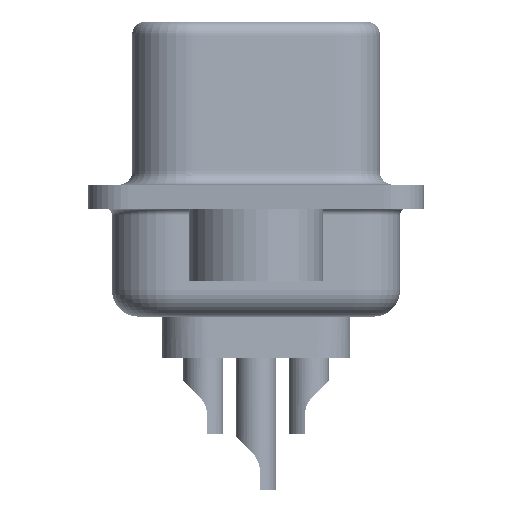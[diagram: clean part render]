
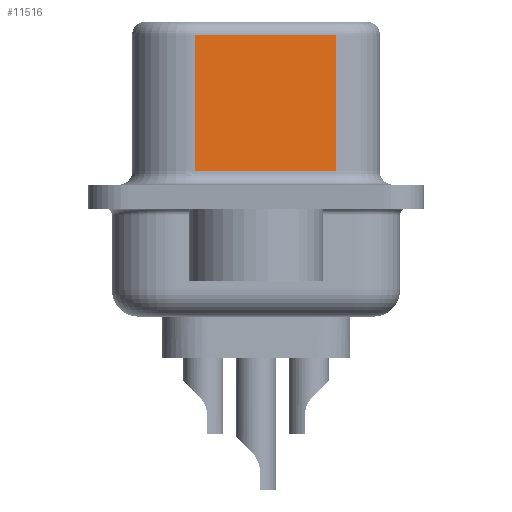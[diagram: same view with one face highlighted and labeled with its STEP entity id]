
A CAD part, left-side view. The second image highlights one B-rep face of the part: STEP entity #11516.
In plain terms, the highlighted planar face has unit normal (-0.985, -0.174, 0).
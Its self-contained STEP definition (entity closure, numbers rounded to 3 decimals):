
#642 = EDGE_CURVE ( 'NONE', #7271, #15699, #22712, .T. ) ;
#1792 = CARTESIAN_POINT ( 'NONE',  ( 4.551, -2.987, 6.57 ) ) ;
#1798 = DIRECTION ( 'NONE',  ( 0., 0., -1. ) ) ;
#2076 = FACE_OUTER_BOUND ( 'NONE', #26703, .T. ) ;
#4007 = ORIENTED_EDGE ( 'NONE', *, *, #642, .T. ) ;
#4284 = ORIENTED_EDGE ( 'NONE', *, *, #14432, .T. ) ;
#4482 = DIRECTION ( 'NONE',  ( -0.174, 0.985, 0. ) ) ;
#4891 = CARTESIAN_POINT ( 'NONE',  ( 3.62, 2.293, 6.07 ) ) ;
#6136 = PLANE ( 'NONE',  #9896 ) ;
#6413 = VECTOR ( 'NONE', #24701, 1000. ) ;
#6628 = VERTEX_POINT ( 'NONE', #4891 ) ;
#6890 = VERTEX_POINT ( 'NONE', #29285 ) ;
#7271 = VERTEX_POINT ( 'NONE', #22380 ) ;
#7360 = LINE ( 'NONE', #20877, #17748 ) ;
#9221 = ORIENTED_EDGE ( 'NONE', *, *, #26468, .T. ) ;
#9896 = AXIS2_PLACEMENT_3D ( 'NONE', #1792, #25013, #4482 ) ;
#10132 = VECTOR ( 'NONE', #27198, 1000. ) ;
#10697 = CARTESIAN_POINT ( 'NONE',  ( 4.551, -2.987, 0.95 ) ) ;
#10740 = CARTESIAN_POINT ( 'NONE',  ( 3.62, 2.293, 6.57 ) ) ;
#11516 = ADVANCED_FACE ( 'NONE', ( #2076 ), #6136, .F. ) ;
#12808 = EDGE_CURVE ( 'NONE', #6890, #15699, #22915, .T. ) ;
#13111 = CARTESIAN_POINT ( 'NONE',  ( 4.551, -2.987, 0.95 ) ) ;
#14432 = EDGE_CURVE ( 'NONE', #6890, #6628, #7360, .T. ) ;
#15419 = LINE ( 'NONE', #10740, #6413 ) ;
#15680 = VECTOR ( 'NONE', #1798, 1000. ) ;
#15699 = VERTEX_POINT ( 'NONE', #10697 ) ;
#16037 = CARTESIAN_POINT ( 'NONE',  ( 4.551, -2.987, 6.57 ) ) ;
#17748 = VECTOR ( 'NONE', #25653, 1000. ) ;
#18958 = ORIENTED_EDGE ( 'NONE', *, *, #12808, .F. ) ;
#20877 = CARTESIAN_POINT ( 'NONE',  ( 4.551, -2.987, 6.07 ) ) ;
#22380 = CARTESIAN_POINT ( 'NONE',  ( 3.62, 2.293, 0.95 ) ) ;
#22712 = LINE ( 'NONE', #13111, #10132 ) ;
#22915 = LINE ( 'NONE', #16037, #15680 ) ;
#24701 = DIRECTION ( 'NONE',  ( 0., 0., -1. ) ) ;
#25013 = DIRECTION ( 'NONE',  ( 0.985, 0.174, 0. ) ) ;
#25653 = DIRECTION ( 'NONE',  ( -0.174, 0.985, 0. ) ) ;
#26468 = EDGE_CURVE ( 'NONE', #6628, #7271, #15419, .T. ) ;
#26703 = EDGE_LOOP ( 'NONE', ( #18958, #4284, #9221, #4007 ) ) ;
#27198 = DIRECTION ( 'NONE',  ( 0.174, -0.985, 0. ) ) ;
#29285 = CARTESIAN_POINT ( 'NONE',  ( 4.551, -2.987, 6.07 ) ) ;
